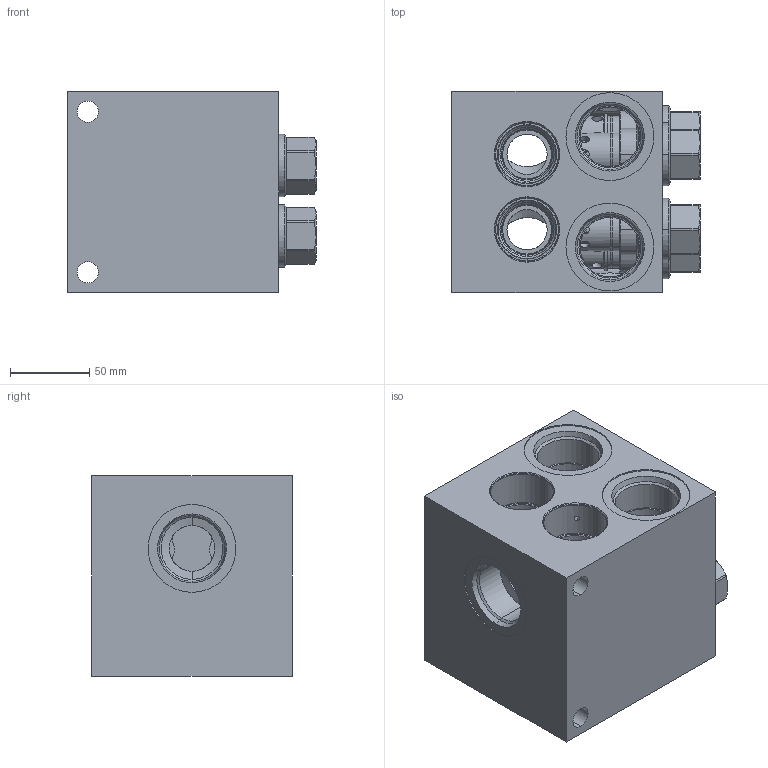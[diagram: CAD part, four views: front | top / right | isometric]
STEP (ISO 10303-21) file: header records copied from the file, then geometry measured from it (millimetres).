
FILE_DESCRIPTION((''),'2;1');
FILE_NAME('HPN_ASM','2021-07-09T',('ProEService'),(''),'PRO/ENGINEER BY PARAMETRIC TECHNOLOGY CORPORATION, 2014200','PRO/ENGINEER BY PARAMETRIC TECHNOLOGY CORPORATION, 2014200','');
FILE_SCHEMA(('CONFIG_CONTROL_DESIGN'));
Length unit declared in the file: inch
Products named in the file (4): 151-180-004; CXGDXAN; CXHAXAN; HPN_ASM
Assembly tree (5 placements, depth 2):
  HPN_ASM
    151-180-004
    CXGDXAN  x2
    CXHAXAN  x2
Bounding box: 157.18 x 127 x 127 mm (x, y, z)
Volume: 1674403.7 mm3; surface area: 244745.9 mm2
Topology: 13 solids, 15 shells, 902 faces, 2481 edges, 1783 vertices
Faces by surface type: cylinder 400, cone 204, plane 178, torus 84, revolution 32, sphere 4
Entity records: 22781 total; most frequent: CARTESIAN_POINT 7663, DIRECTION 3245, ORIENTED_EDGE 2656, EDGE_CURVE 1328, AXIS2_PLACEMENT_3D 1199, VECTOR 831, LINE 831, VERTEX_POINT 800
